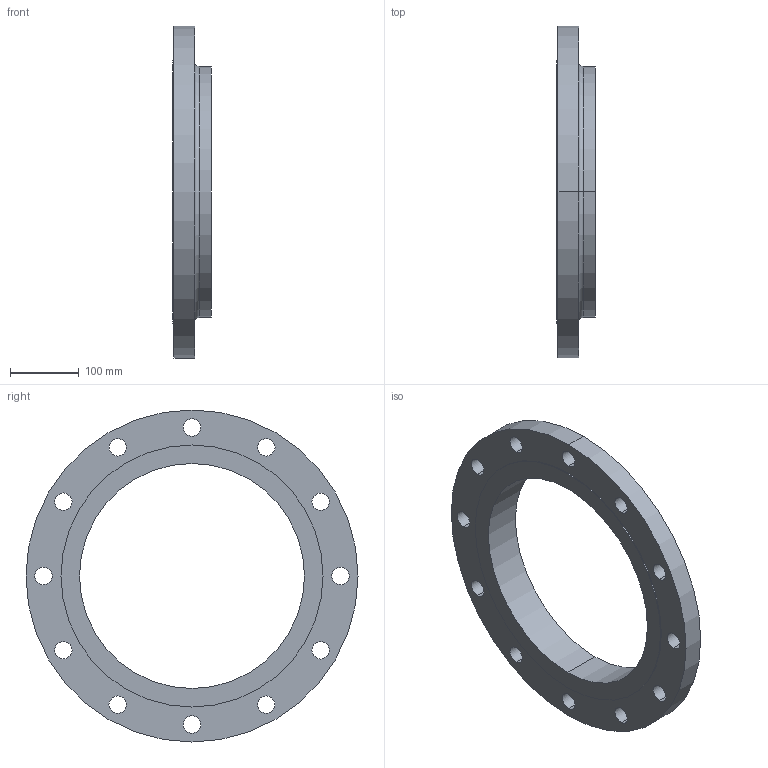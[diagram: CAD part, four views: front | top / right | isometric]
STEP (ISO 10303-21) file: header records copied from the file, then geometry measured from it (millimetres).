
FILE_DESCRIPTION (( 'STEP AP203' ), '1' );
FILE_NAME ('12_150_B165_RF_SOF.STEP', '2024-01-12T02:51:54', ( '' ), ( '' ), 'SwSTEP 2.0', 'SolidWorks 2023', '' );
FILE_SCHEMA (( 'CONFIG_CONTROL_DESIGN' ));
Length unit declared in the file: inch
Products named in the file (1): 12_150_B165_RF_SOF
Bounding box: 55.56 x 482.6 x 482.6 mm (x, y, z)
Volume: 3351322.1 mm3; surface area: 343495.4 mm2
Topology: 1 solids, 1 shells, 38 faces, 100 edges, 66 vertices
Faces by surface type: cylinder 32, plane 4, torus 2
Entity records: 1347 total; most frequent: DIRECTION 246, CARTESIAN_POINT 205, ORIENTED_EDGE 200, AXIS2_PLACEMENT_3D 107, EDGE_CURVE 100, CIRCLE 68, VERTEX_POINT 66, EDGE_LOOP 66
